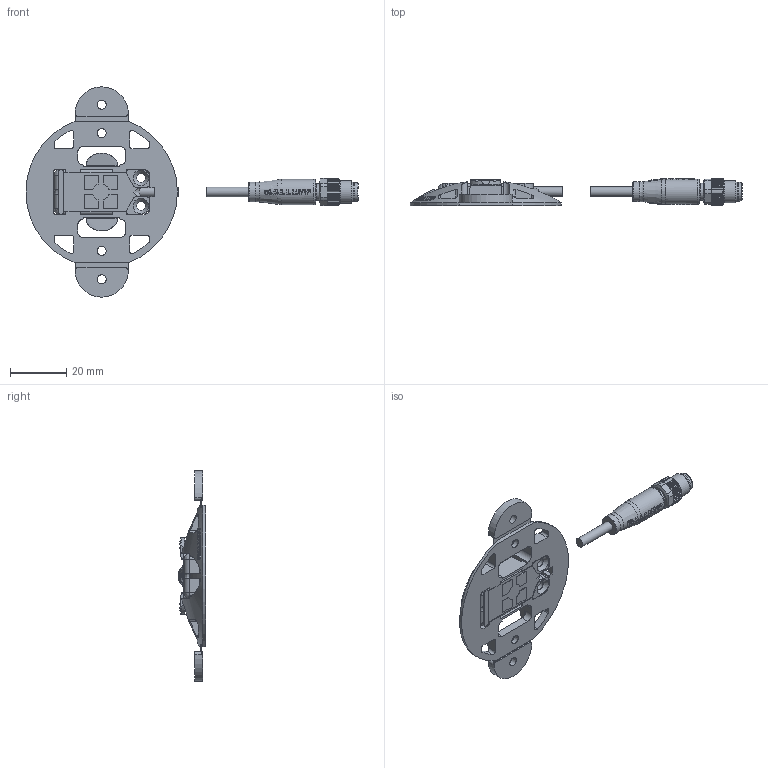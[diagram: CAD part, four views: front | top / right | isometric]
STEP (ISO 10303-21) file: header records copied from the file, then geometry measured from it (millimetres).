
FILE_DESCRIPTION (( 'STEP AP214' ), '1' );
FILE_NAME ('BCS012T.STEP', '2023-07-25T11:26:12', ( '' ), ( '' ), 'SwSTEP 2.0', 'SolidWorks 2021', '' );
FILE_SCHEMA (( 'AUTOMOTIVE_DESIGN' ));
Length unit declared in the file: inch
Products named in the file (1): BCS012T
Bounding box: 118.4 x 9.83 x 75 mm (x, y, z)
Volume: 11948.2 mm3; surface area: 9769.3 mm2
Topology: 3 solids, 3 shells, 1016 faces, 2846 edges, 1878 vertices
Faces by surface type: plane 661, cylinder 295, bspline 34, cone 22, torus 4
Full cylindrical faces by diameter (mm): 1 x4, 2 x2, 2.202 x1, 2.705 x1, 3.2 x6, 3.4 x2, 5.7 x1, 6 x1, 6.773 x1, 7 x1, 7.7 x1, 8 x1, 9 x1
Entity records: 48295 total; most frequent: CARTESIAN_POINT 10873, ORIENTED_EDGE 5522, DIRECTION 4184, EDGE_CURVE 2761, VERTEX_POINT 1852, VECTOR 1568, LINE 1568, AXIS2_PLACEMENT_3D 1308
